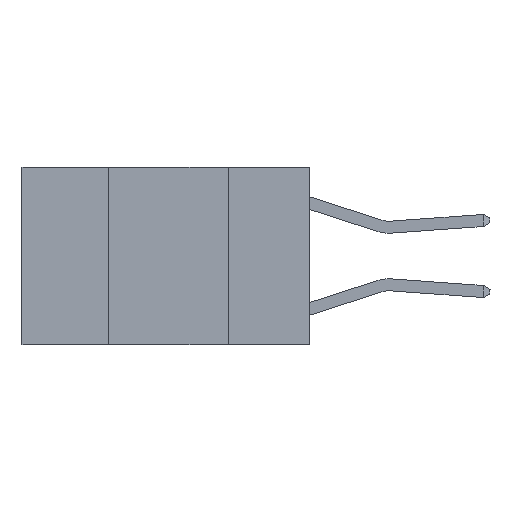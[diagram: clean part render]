
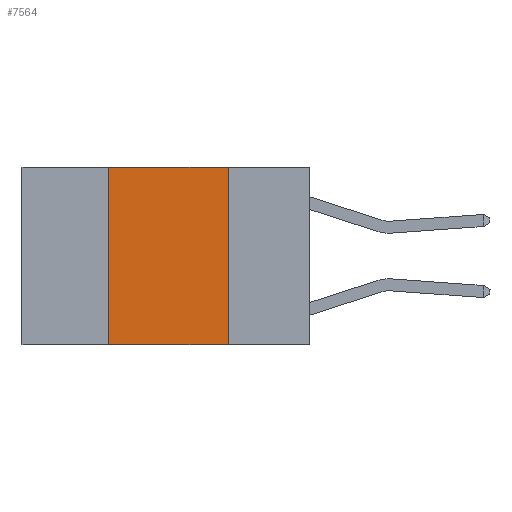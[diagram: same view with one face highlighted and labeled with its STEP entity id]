
A CAD part, left-side view. The second image highlights one B-rep face of the part: STEP entity #7564.
In plain terms, the highlighted planar face has unit normal (-1, 0, 0).
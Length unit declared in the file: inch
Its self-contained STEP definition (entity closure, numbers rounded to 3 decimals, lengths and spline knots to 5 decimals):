
#422 = CARTESIAN_POINT ( 'NONE',  ( 0., 0.42, -0.37 ) ) ;
#1211 = AXIS2_PLACEMENT_3D ( 'NONE', #11674, #5215, #12753 ) ;
#1262 = VERTEX_POINT ( 'NONE', #1910 ) ;
#1910 = CARTESIAN_POINT ( 'NONE',  ( 0., 0.42, 0. ) ) ;
#2299 = VERTEX_POINT ( 'NONE', #2898 ) ;
#2476 = VECTOR ( 'NONE', #12927, 39.37008 ) ;
#2898 = CARTESIAN_POINT ( 'NONE',  ( 0., 0.17, -0.37 ) ) ;
#3242 = VERTEX_POINT ( 'NONE', #422 ) ;
#3346 = VECTOR ( 'NONE', #12955, 39.37008 ) ;
#3463 = DIRECTION ( 'NONE',  ( 0., -1., 0. ) ) ;
#3472 = EDGE_CURVE ( 'NONE', #1262, #10376, #10641, .T. ) ;
#3699 = EDGE_CURVE ( 'NONE', #3242, #2299, #8271, .T. ) ;
#4358 = CARTESIAN_POINT ( 'NONE',  ( 0., 0.42, 0. ) ) ;
#4550 = CARTESIAN_POINT ( 'NONE',  ( 0., 0.6, -0.37 ) ) ;
#5215 = DIRECTION ( 'NONE',  ( 1., 0., 0. ) ) ;
#6765 = CARTESIAN_POINT ( 'NONE',  ( 0., 0.17, 0. ) ) ;
#7056 = EDGE_CURVE ( 'NONE', #3242, #1262, #12109, .T. ) ;
#7564 = ADVANCED_FACE ( 'NONE', ( #9448 ), #12658, .F. ) ;
#7661 = EDGE_LOOP ( 'NONE', ( #10909, #11812, #11980, #12208 ) ) ;
#7766 = VECTOR ( 'NONE', #12906, 39.37008 ) ;
#8271 = LINE ( 'NONE', #4550, #13641 ) ;
#8511 = EDGE_CURVE ( 'NONE', #10376, #2299, #10769, .T. ) ;
#8584 = CARTESIAN_POINT ( 'NONE',  ( 0., 0.6, 0. ) ) ;
#9448 = FACE_OUTER_BOUND ( 'NONE', #7661, .T. ) ;
#10376 = VERTEX_POINT ( 'NONE', #6765 ) ;
#10641 = LINE ( 'NONE', #8584, #7766 ) ;
#10769 = LINE ( 'NONE', #10779, #2476 ) ;
#10779 = CARTESIAN_POINT ( 'NONE',  ( 0., 0.17, 0. ) ) ;
#10909 = ORIENTED_EDGE ( 'NONE', *, *, #8511, .F. ) ;
#11674 = CARTESIAN_POINT ( 'NONE',  ( 0., 0.6, 0. ) ) ;
#11812 = ORIENTED_EDGE ( 'NONE', *, *, #3472, .F. ) ;
#11980 = ORIENTED_EDGE ( 'NONE', *, *, #7056, .F. ) ;
#12109 = LINE ( 'NONE', #4358, #3346 ) ;
#12208 = ORIENTED_EDGE ( 'NONE', *, *, #3699, .T. ) ;
#12658 = PLANE ( 'NONE',  #1211 ) ;
#12753 = DIRECTION ( 'NONE',  ( 0., 0., -1. ) ) ;
#12906 = DIRECTION ( 'NONE',  ( 0., -1., 0. ) ) ;
#12927 = DIRECTION ( 'NONE',  ( 0., 0., -1. ) ) ;
#12955 = DIRECTION ( 'NONE',  ( 0., 0., 1. ) ) ;
#13641 = VECTOR ( 'NONE', #3463, 39.37008 ) ;
